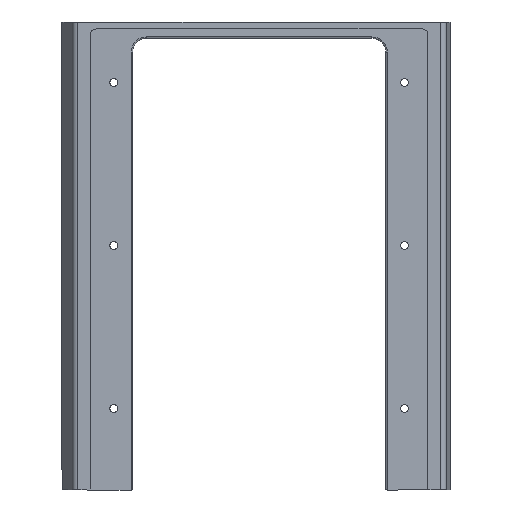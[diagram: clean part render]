
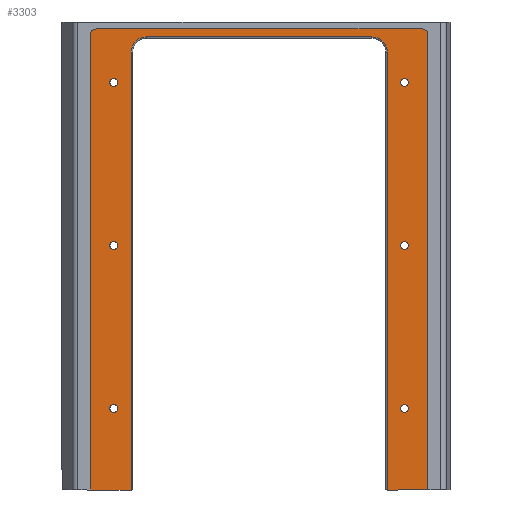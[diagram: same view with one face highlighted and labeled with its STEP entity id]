
A CAD part, front view. The second image highlights one B-rep face of the part: STEP entity #3303.
In plain terms, the highlighted planar face has unit normal (0, -1, 0).
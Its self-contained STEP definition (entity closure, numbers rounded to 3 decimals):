
#238=CIRCLE('',#3402,6.6);
#242=CIRCLE('',#3408,6.6);
#302=CIRCLE('',#3564,1.7);
#303=CIRCLE('',#3566,1.7);
#304=CIRCLE('',#3568,1.7);
#305=CIRCLE('',#3570,1.7);
#306=CIRCLE('',#3572,1.7);
#307=CIRCLE('',#3574,1.7);
#318=CIRCLE('',#3606,2.4);
#319=CIRCLE('',#3607,2.4);
#446=VERTEX_POINT('',#4866);
#447=VERTEX_POINT('',#4868);
#449=VERTEX_POINT('',#4874);
#451=VERTEX_POINT('',#4880);
#453=VERTEX_POINT('',#4886);
#455=VERTEX_POINT('',#4892);
#457=VERTEX_POINT('',#4898);
#589=VERTEX_POINT('',#5455);
#590=VERTEX_POINT('',#5458);
#591=VERTEX_POINT('',#5461);
#592=VERTEX_POINT('',#5464);
#593=VERTEX_POINT('',#5467);
#594=VERTEX_POINT('',#5470);
#613=VERTEX_POINT('',#5548);
#614=VERTEX_POINT('',#5550);
#615=VERTEX_POINT('',#5552);
#616=VERTEX_POINT('',#5554);
#617=VERTEX_POINT('',#5556);
#736=VECTOR('',#3857,1.);
#739=VECTOR('',#3873,1.);
#741=VECTOR('',#3886,1.);
#743=VECTOR('',#3888,1.);
#911=VECTOR('',#4371,1.);
#912=VECTOR('',#4374,1.);
#913=VECTOR('',#4377,1.);
#1043=LINE('',#4867,#736);
#1046=LINE('',#4883,#739);
#1048=LINE('',#4895,#741);
#1050=LINE('',#4897,#743);
#1218=LINE('',#5549,#911);
#1219=LINE('',#5553,#912);
#1220=LINE('',#5557,#913);
#1387=EDGE_CURVE('',#446,#447,#1043,.T.);
#1392=EDGE_CURVE('',#447,#449,#238,.T.);
#1395=EDGE_CURVE('',#449,#451,#1046,.T.);
#1398=EDGE_CURVE('',#451,#453,#242,.T.);
#1401=EDGE_CURVE('',#453,#455,#1048,.T.);
#1403=EDGE_CURVE('',#455,#457,#1050,.T.);
#1610=EDGE_CURVE('',#589,#589,#302,.T.);
#1611=EDGE_CURVE('',#590,#590,#303,.T.);
#1612=EDGE_CURVE('',#591,#591,#304,.T.);
#1613=EDGE_CURVE('',#592,#592,#305,.T.);
#1614=EDGE_CURVE('',#593,#593,#306,.T.);
#1615=EDGE_CURVE('',#594,#594,#307,.T.);
#1654=EDGE_CURVE('',#613,#446,#1050,.T.);
#1655=EDGE_CURVE('',#613,#614,#1218,.T.);
#1656=EDGE_CURVE('',#614,#615,#318,.T.);
#1657=EDGE_CURVE('',#615,#616,#1219,.T.);
#1658=EDGE_CURVE('',#616,#617,#319,.T.);
#1659=EDGE_CURVE('',#617,#457,#1220,.T.);
#2426=ORIENTED_EDGE('',*,*,#1387,.F.);
#2427=ORIENTED_EDGE('',*,*,#1654,.F.);
#2428=ORIENTED_EDGE('',*,*,#1655,.T.);
#2429=ORIENTED_EDGE('',*,*,#1656,.T.);
#2430=ORIENTED_EDGE('',*,*,#1657,.T.);
#2431=ORIENTED_EDGE('',*,*,#1658,.T.);
#2432=ORIENTED_EDGE('',*,*,#1659,.T.);
#2433=ORIENTED_EDGE('',*,*,#1403,.F.);
#2434=ORIENTED_EDGE('',*,*,#1401,.F.);
#2435=ORIENTED_EDGE('',*,*,#1398,.F.);
#2436=ORIENTED_EDGE('',*,*,#1395,.F.);
#2437=ORIENTED_EDGE('',*,*,#1392,.F.);
#2438=ORIENTED_EDGE('',*,*,#1610,.T.);
#2439=ORIENTED_EDGE('',*,*,#1611,.T.);
#2440=ORIENTED_EDGE('',*,*,#1612,.T.);
#2441=ORIENTED_EDGE('',*,*,#1613,.T.);
#2442=ORIENTED_EDGE('',*,*,#1614,.T.);
#2443=ORIENTED_EDGE('',*,*,#1615,.T.);
#2849=EDGE_LOOP('',(#2426,#2427,#2428,#2429,#2430,#2431,#2432,#2433,#2434,
#2435,#2436,#2437));
#2850=EDGE_LOOP('',(#2438));
#2851=EDGE_LOOP('',(#2439));
#2852=EDGE_LOOP('',(#2440));
#2853=EDGE_LOOP('',(#2441));
#2854=EDGE_LOOP('',(#2442));
#2855=EDGE_LOOP('',(#2443));
#3094=FACE_BOUND('',#2849,.T.);
#3095=FACE_BOUND('',#2850,.T.);
#3096=FACE_BOUND('',#2851,.T.);
#3097=FACE_BOUND('',#2852,.T.);
#3098=FACE_BOUND('',#2853,.T.);
#3099=FACE_BOUND('',#2854,.T.);
#3100=FACE_BOUND('',#2855,.T.);
#3303=ADVANCED_FACE('',(#3094,#3095,#3096,#3097,#3098,#3099,#3100),#5774,
 .F.);
#3402=AXIS2_PLACEMENT_3D('',#4877,#3866,#3867);
#3408=AXIS2_PLACEMENT_3D('',#4889,#3879,#3880);
#3564=AXIS2_PLACEMENT_3D('',#5454,#4270,#4271);
#3566=AXIS2_PLACEMENT_3D('',#5457,#4274,#4275);
#3568=AXIS2_PLACEMENT_3D('',#5460,#4278,#4279);
#3570=AXIS2_PLACEMENT_3D('',#5463,#4282,#4283);
#3572=AXIS2_PLACEMENT_3D('',#5466,#4286,#4287);
#3574=AXIS2_PLACEMENT_3D('',#5469,#4290,#4291);
#3605=AXIS2_PLACEMENT_3D('',#5547,#4370,$);
#3606=AXIS2_PLACEMENT_3D('',#5551,#4372,#4373);
#3607=AXIS2_PLACEMENT_3D('',#5555,#4375,#4376);
#3857=DIRECTION('',(0.,0.,1.));
#3866=DIRECTION('',(0.,-1.,0.));
#3867=DIRECTION('',(4.667,0.,4.667));
#3873=DIRECTION('',(-1.,0.,0.));
#3879=DIRECTION('',(0.,-1.,0.));
#3880=DIRECTION('',(-4.667,0.,4.667));
#3886=DIRECTION('',(0.,0.,-1.));
#3888=DIRECTION('',(-1.,0.,0.));
#4270=DIRECTION('',(0.,1.,0.));
#4271=DIRECTION('',(0.,0.,-1.7));
#4274=DIRECTION('',(0.,1.,0.));
#4275=DIRECTION('',(0.,0.,-1.7));
#4278=DIRECTION('',(0.,1.,0.));
#4279=DIRECTION('',(0.,0.,-1.7));
#4282=DIRECTION('',(0.,1.,0.));
#4283=DIRECTION('',(0.,0.,-1.7));
#4286=DIRECTION('',(0.,1.,0.));
#4287=DIRECTION('',(0.,0.,-1.7));
#4290=DIRECTION('',(0.,1.,0.));
#4291=DIRECTION('',(0.,0.,-1.7));
#4370=DIRECTION('',(0.,1.,0.));
#4371=DIRECTION('',(0.,0.,1.));
#4372=DIRECTION('',(0.,-1.,0.));
#4373=DIRECTION('',(1.697,0.,1.697));
#4374=DIRECTION('',(-1.,0.,0.));
#4375=DIRECTION('',(0.,-1.,0.));
#4376=DIRECTION('',(-1.697,0.,1.697));
#4377=DIRECTION('',(0.,0.,-1.));
#4866=CARTESIAN_POINT('',(134.785,1.6,0.));
#4867=CARTESIAN_POINT('',(134.785,1.6,98.));
#4868=CARTESIAN_POINT('',(134.785,1.6,188.));
#4874=CARTESIAN_POINT('',(128.185,1.6,194.6));
#4877=CARTESIAN_POINT('',(128.185,1.6,188.));
#4880=CARTESIAN_POINT('',(31.385,1.6,194.6));
#4883=CARTESIAN_POINT('',(79.785,1.6,194.6));
#4886=CARTESIAN_POINT('',(24.785,1.6,188.));
#4889=CARTESIAN_POINT('',(31.385,1.6,188.));
#4892=CARTESIAN_POINT('',(24.785,1.6,0.));
#4895=CARTESIAN_POINT('',(24.785,1.6,98.));
#4897=CARTESIAN_POINT('',(76.186,1.6,0.));
#4898=CARTESIAN_POINT('',(7.385,1.6,0.));
#5454=CARTESIAN_POINT('',(142.185,1.6,35.));
#5455=CARTESIAN_POINT('',(142.185,1.6,33.3));
#5457=CARTESIAN_POINT('',(142.185,1.6,105.));
#5458=CARTESIAN_POINT('',(142.185,1.6,103.3));
#5460=CARTESIAN_POINT('',(142.185,1.6,175.));
#5461=CARTESIAN_POINT('',(142.185,1.6,173.3));
#5463=CARTESIAN_POINT('',(17.335,1.6,175.));
#5464=CARTESIAN_POINT('',(17.335,1.6,173.3));
#5466=CARTESIAN_POINT('',(17.335,1.6,105.));
#5467=CARTESIAN_POINT('',(17.335,1.6,103.3));
#5469=CARTESIAN_POINT('',(17.335,1.6,35.));
#5470=CARTESIAN_POINT('',(17.335,1.6,33.3));
#5547=CARTESIAN_POINT('',(79.785,1.6,99.));
#5548=CARTESIAN_POINT('',(152.185,1.6,0.));
#5549=CARTESIAN_POINT('',(152.185,1.6,198.));
#5550=CARTESIAN_POINT('',(152.185,1.6,195.6));
#5551=CARTESIAN_POINT('',(149.785,1.6,195.6));
#5552=CARTESIAN_POINT('',(149.785,1.6,198.));
#5553=CARTESIAN_POINT('',(7.385,1.6,198.));
#5554=CARTESIAN_POINT('',(9.785,1.6,198.));
#5555=CARTESIAN_POINT('',(9.785,1.6,195.6));
#5556=CARTESIAN_POINT('',(7.385,1.6,195.6));
#5557=CARTESIAN_POINT('',(7.385,1.6,0.));
#5774=PLANE('',#3605);
